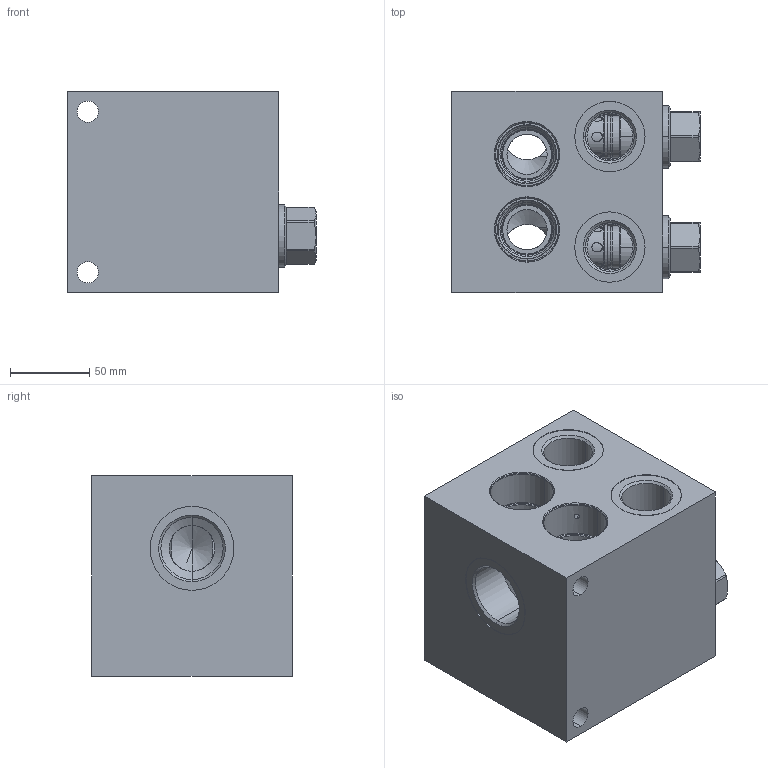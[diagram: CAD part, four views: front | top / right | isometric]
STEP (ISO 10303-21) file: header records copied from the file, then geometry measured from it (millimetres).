
FILE_DESCRIPTION((''),'2;1');
FILE_NAME('HMX_ASM','2020-06-12T',('ProEService'),(''),'PRO/ENGINEER BY PARAMETRIC TECHNOLOGY CORPORATION, 2014200','PRO/ENGINEER BY PARAMETRIC TECHNOLOGY CORPORATION, 2014200','');
FILE_SCHEMA(('CONFIG_CONTROL_DESIGN'));
Length unit declared in the file: inch
Products named in the file (3): 151-179-005; CXGDXCN; HMX_ASM
Assembly tree (3 placements, depth 2):
  HMX_ASM
    151-179-005
    CXGDXCN  x2
Bounding box: 157.18 x 127 x 127 mm (x, y, z)
Volume: 1746097.1 mm3; surface area: 196890.1 mm2
Topology: 5 solids, 5 shells, 503 faces, 1465 edges, 1136 vertices
Faces by surface type: cylinder 240, cone 116, plane 83, torus 52, revolution 12
Entity records: 13869 total; most frequent: CARTESIAN_POINT 4481, DIRECTION 2038, ORIENTED_EDGE 1540, EDGE_CURVE 770, AXIS2_PLACEMENT_3D 736, VECTOR 560, LINE 560, VERTEX_POINT 466
